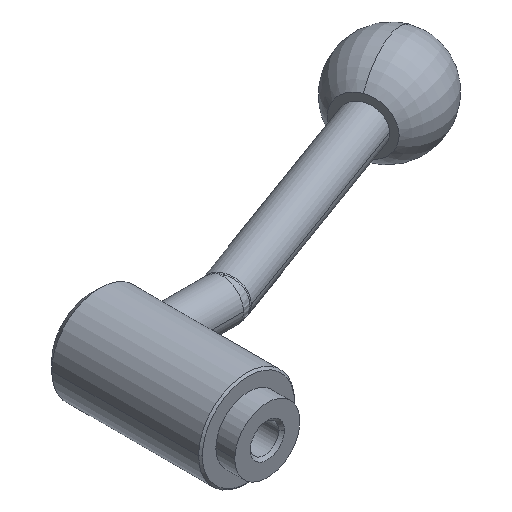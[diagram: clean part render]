
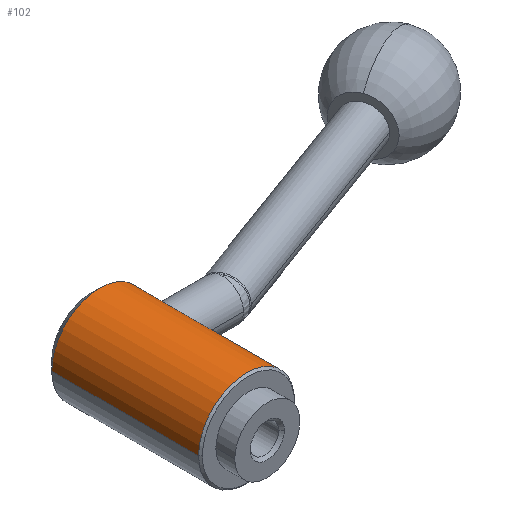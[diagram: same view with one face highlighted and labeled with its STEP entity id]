
A CAD part, isometric view. The second image highlights one B-rep face of the part: STEP entity #102.
In plain terms, the highlighted cylindrical face has radius 14 mm (diameter 28 mm), a partial arc.
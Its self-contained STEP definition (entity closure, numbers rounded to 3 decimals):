
#102 = ADVANCED_FACE( '', ( #163 ), #164, .T. );
#163 = FACE_OUTER_BOUND( '', #226, .T. );
#164 = CYLINDRICAL_SURFACE( '', #227, 14. );
#226 = EDGE_LOOP( '', ( #432, #433, #434, #435, #436, #437, #438 ) );
#227 = AXIS2_PLACEMENT_3D( '', #439, #440, #441 );
#432 = ORIENTED_EDGE( '', *, *, #458, .T. );
#433 = ORIENTED_EDGE( '', *, *, #511, .T. );
#434 = ORIENTED_EDGE( '', *, *, #510, .T. );
#435 = ORIENTED_EDGE( '', *, *, #461, .T. );
#436 = ORIENTED_EDGE( '', *, *, #518, .F. );
#437 = ORIENTED_EDGE( '', *, *, #460, .T. );
#438 = ORIENTED_EDGE( '', *, *, #517, .T. );
#439 = CARTESIAN_POINT( '', ( 0., 27.488, 0. ) );
#440 = DIRECTION( '', ( 0., -1., 0. ) );
#441 = DIRECTION( '', ( 1., 0., 0. ) );
#458 = EDGE_CURVE( '', #528, #529, #530, .T. );
#460 = EDGE_CURVE( '', #523, #531, #533, .T. );
#461 = EDGE_CURVE( '', #534, #520, #535, .T. );
#510 = EDGE_CURVE( '', #616, #534, #617, .T. );
#511 = EDGE_CURVE( '', #529, #616, #618, .T. );
#517 = EDGE_CURVE( '', #531, #528, #624, .T. );
#518 = EDGE_CURVE( '', #523, #520, #625, .T. );
#520 = VERTEX_POINT( '', #627 );
#523 = VERTEX_POINT( '', #631 );
#528 = VERTEX_POINT( '', #637 );
#529 = VERTEX_POINT( '', #638 );
#530 = LINE( '', #639, #640 );
#531 = VERTEX_POINT( '', #641 );
#533 = LINE( '', #643, #644 );
#534 = VERTEX_POINT( '', #645 );
#535 = LINE( '', #646, #647 );
#616 = VERTEX_POINT( '', #813 );
#617 = B_SPLINE_CURVE_WITH_KNOTS( '', 3, ( #814, #815, #816, #817, #818, #819, #820, #821, #822, #823, #824, #825, #826, #827, #828, #829, #830, #831 ), .UNSPECIFIED., .F., .F., ( 4, 2, 2, 2, 2, 2, 2, 2, 4 ), ( 0., 1.147, 2.294, 3.442, 4.589, 5.734, 6.88, 8.025, 9.171 ), .UNSPECIFIED. );
#618 = B_SPLINE_CURVE_WITH_KNOTS( '', 3, ( #832, #833, #834, #835, #836, #837, #838, #839, #840, #841, #842, #843, #844, #845, #846, #847, #848, #849 ), .UNSPECIFIED., .F., .F., ( 4, 2, 2, 2, 2, 2, 2, 2, 4 ), ( 27.513, 28.659, 29.804, 30.95, 32.096, 33.243, 34.39, 35.537, 36.684 ), .UNSPECIFIED. );
#624 = CIRCLE( '', #855, 14. );
#625 = CIRCLE( '', #856, 14. );
#627 = CARTESIAN_POINT( '', ( 14., 48.925, 0. ) );
#631 = CARTESIAN_POINT( '', ( -14., 48.925, 0. ) );
#637 = CARTESIAN_POINT( '', ( 14., 6.05, 0. ) );
#638 = CARTESIAN_POINT( '', ( 14., 36., 0. ) );
#639 = CARTESIAN_POINT( '', ( 14., 27.488, 0. ) );
#640 = VECTOR( '', #866, 1. );
#641 = CARTESIAN_POINT( '', ( -14., 6.05, 0. ) );
#643 = CARTESIAN_POINT( '', ( -14., 27.488, 0. ) );
#644 = VECTOR( '', #870, 1. );
#645 = CARTESIAN_POINT( '', ( 14., 48., 0. ) );
#646 = CARTESIAN_POINT( '', ( 14., 27.488, 0. ) );
#647 = VECTOR( '', #871, 1. );
#813 = CARTESIAN_POINT( '', ( 12.649, 42., 6. ) );
#814 = CARTESIAN_POINT( '', ( 12.649, 42., 6. ) );
#815 = CARTESIAN_POINT( '', ( 12.649, 42.382, 6. ) );
#816 = CARTESIAN_POINT( '', ( 12.667, 42.776, 5.963 ) );
#817 = CARTESIAN_POINT( '', ( 12.738, 43.555, 5.809 ) );
#818 = CARTESIAN_POINT( '', ( 12.792, 43.941, 5.691 ) );
#819 = CARTESIAN_POINT( '', ( 12.924, 44.678, 5.384 ) );
#820 = CARTESIAN_POINT( '', ( 13.003, 45.031, 5.193 ) );
#821 = CARTESIAN_POINT( '', ( 13.17, 45.681, 4.755 ) );
#822 = CARTESIAN_POINT( '', ( 13.258, 45.979, 4.506 ) );
#823 = CARTESIAN_POINT( '', ( 13.425, 46.506, 3.979 ) );
#824 = CARTESIAN_POINT( '', ( 13.511, 46.754, 3.681 ) );
#825 = CARTESIAN_POINT( '', ( 13.672, 47.193, 3.031 ) );
#826 = CARTESIAN_POINT( '', ( 13.746, 47.384, 2.679 ) );
#827 = CARTESIAN_POINT( '', ( 13.87, 47.691, 1.941 ) );
#828 = CARTESIAN_POINT( '', ( 13.919, 47.809, 1.555 ) );
#829 = CARTESIAN_POINT( '', ( 13.984, 47.963, 0.775 ) );
#830 = CARTESIAN_POINT( '', ( 14., 48., 0.382 ) );
#831 = CARTESIAN_POINT( '', ( 14., 48., 0. ) );
#832 = CARTESIAN_POINT( '', ( 14., 36., 0. ) );
#833 = CARTESIAN_POINT( '', ( 14., 36., 0.382 ) );
#834 = CARTESIAN_POINT( '', ( 13.984, 36.037, 0.775 ) );
#835 = CARTESIAN_POINT( '', ( 13.919, 36.191, 1.555 ) );
#836 = CARTESIAN_POINT( '', ( 13.87, 36.309, 1.941 ) );
#837 = CARTESIAN_POINT( '', ( 13.746, 36.616, 2.679 ) );
#838 = CARTESIAN_POINT( '', ( 13.672, 36.807, 3.031 ) );
#839 = CARTESIAN_POINT( '', ( 13.511, 37.246, 3.681 ) );
#840 = CARTESIAN_POINT( '', ( 13.425, 37.494, 3.979 ) );
#841 = CARTESIAN_POINT( '', ( 13.258, 38.021, 4.506 ) );
#842 = CARTESIAN_POINT( '', ( 13.17, 38.319, 4.755 ) );
#843 = CARTESIAN_POINT( '', ( 13.003, 38.969, 5.193 ) );
#844 = CARTESIAN_POINT( '', ( 12.924, 39.322, 5.384 ) );
#845 = CARTESIAN_POINT( '', ( 12.792, 40.059, 5.691 ) );
#846 = CARTESIAN_POINT( '', ( 12.738, 40.445, 5.809 ) );
#847 = CARTESIAN_POINT( '', ( 12.667, 41.224, 5.963 ) );
#848 = CARTESIAN_POINT( '', ( 12.649, 41.618, 6. ) );
#849 = CARTESIAN_POINT( '', ( 12.649, 42., 6. ) );
#855 = AXIS2_PLACEMENT_3D( '', #994, #995, #996 );
#856 = AXIS2_PLACEMENT_3D( '', #997, #998, #999 );
#866 = DIRECTION( '', ( 0., 1., 0. ) );
#870 = DIRECTION( '', ( 0., -1., 0. ) );
#871 = DIRECTION( '', ( 0., 1., 0. ) );
#994 = CARTESIAN_POINT( '', ( 0., 6.05, 0. ) );
#995 = DIRECTION( '', ( 0., 1., 0. ) );
#996 = DIRECTION( '', ( 1., 0., 0. ) );
#997 = CARTESIAN_POINT( '', ( 0., 48.925, 0. ) );
#998 = DIRECTION( '', ( 0., 1., 0. ) );
#999 = DIRECTION( '', ( 1., 0., 0. ) );
